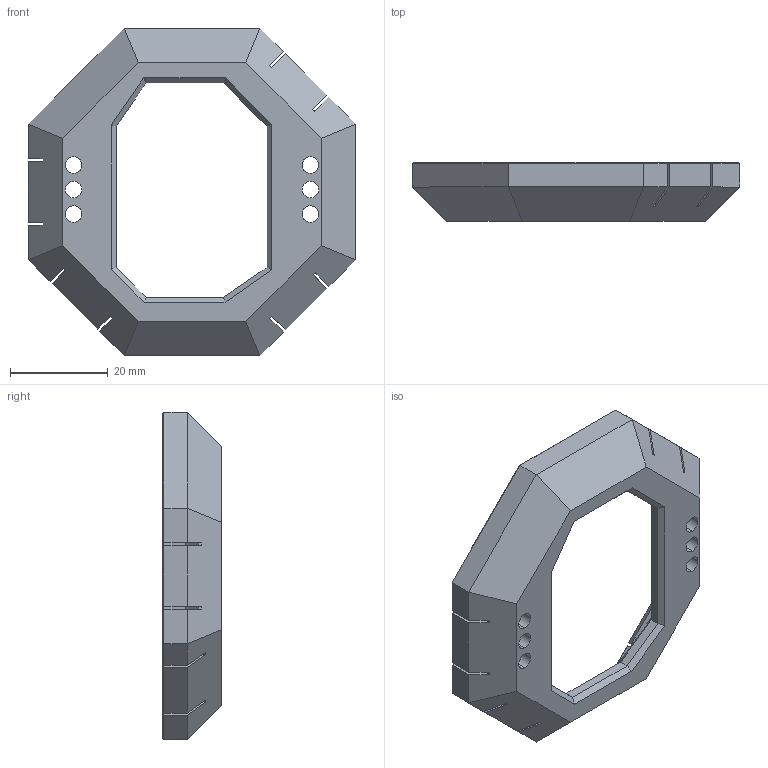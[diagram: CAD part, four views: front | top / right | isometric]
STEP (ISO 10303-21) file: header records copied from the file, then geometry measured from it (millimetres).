
FILE_DESCRIPTION(('FreeCAD Model'),'2;1');
FILE_NAME('LightCase_22b_Base.STEP','2017-02-28T15:47:18',('Author'),('') ,'Open CASCADE STEP processor 6.8','FreeCAD','Unknown');
FILE_SCHEMA(('AUTOMOTIVE_DESIGN_CC2 { 1 2 10303 214 -1 1 5 4 }'));
Length unit declared in the file: millimetre
Products named in the file (1): LightCase_22d_Base_edit
Bounding box: 67.06 x 12 x 67.06 mm (x, y, z)
Volume: 8728.1 mm3; surface area: 8574.1 mm2
Topology: 1 solids, 1 shells, 207 faces, 554 edges, 347 vertices
Faces by surface type: plane 183, cylinder 24
Entity records: 16099 total; most frequent: CARTESIAN_POINT 5097, DIRECTION 1990, LINE 1438, VECTOR 1438, ORIENTED_EDGE 1108, PCURVE 1108, DEFINITIONAL_REPRESENTATION 1108, EDGE_CURVE 554
